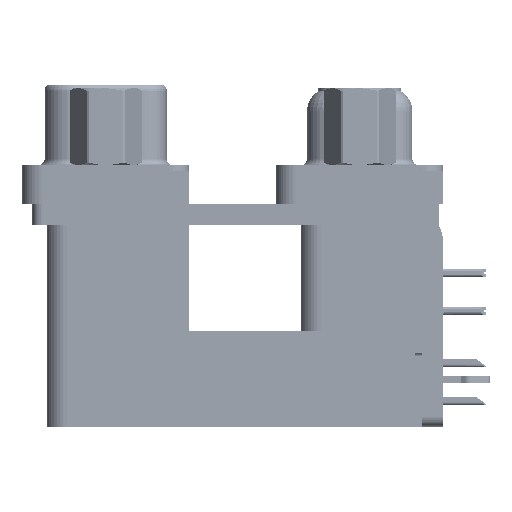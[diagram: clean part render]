
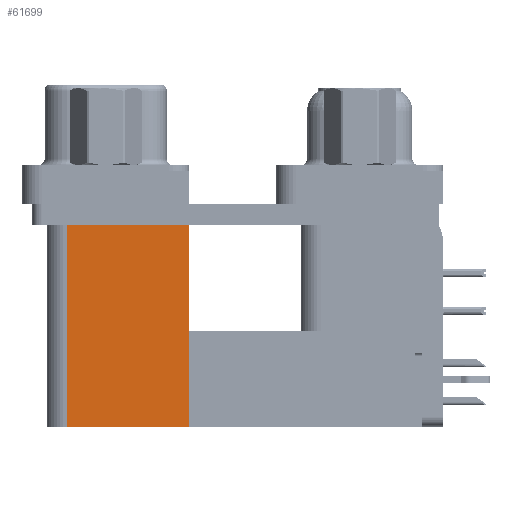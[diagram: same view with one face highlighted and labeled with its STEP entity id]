
A CAD part, left-side view. The second image highlights one B-rep face of the part: STEP entity #61699.
In plain terms, the highlighted planar face has unit normal (-1, 0, 0).
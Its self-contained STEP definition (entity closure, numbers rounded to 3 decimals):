
#303 = CARTESIAN_POINT ( 'NONE',  ( 3.79, 12.775, -19.2 ) ) ;
#650 = CARTESIAN_POINT ( 'NONE',  ( 3.79, 12.775, -2.5 ) ) ;
#4001 = EDGE_CURVE ( 'NONE', #17222, #12869, #47347, .T. ) ;
#4601 = FACE_OUTER_BOUND ( 'NONE', #50308, .T. ) ;
#6116 = VERTEX_POINT ( 'NONE', #11151 ) ;
#9895 = CARTESIAN_POINT ( 'NONE',  ( 3.79, 12.775, -19.2 ) ) ;
#10617 = DIRECTION ( 'NONE',  ( 1., 0., 0. ) ) ;
#11151 = CARTESIAN_POINT ( 'NONE',  ( 3.79, 21.975, -2.5 ) ) ;
#12339 = LINE ( 'NONE', #650, #46911 ) ;
#12824 = EDGE_CURVE ( 'NONE', #17222, #15155, #35694, .T. ) ;
#12869 = VERTEX_POINT ( 'NONE', #63909 ) ;
#15155 = VERTEX_POINT ( 'NONE', #65212 ) ;
#17222 = VERTEX_POINT ( 'NONE', #57054 ) ;
#18637 = ORIENTED_EDGE ( 'NONE', *, *, #30933, .T. ) ;
#18995 = AXIS2_PLACEMENT_3D ( 'NONE', #9895, #10617, #50505 ) ;
#24712 = DIRECTION ( 'NONE',  ( 0., 1., 0. ) ) ;
#27554 = PLANE ( 'NONE',  #18995 ) ;
#28802 = DIRECTION ( 'NONE',  ( 0., 0., 1. ) ) ;
#28936 = CARTESIAN_POINT ( 'NONE',  ( 3.79, 12.775, -19.2 ) ) ;
#29662 = DIRECTION ( 'NONE',  ( 0., 0., 1. ) ) ;
#30933 = EDGE_CURVE ( 'NONE', #15155, #6116, #12339, .T. ) ;
#33853 = ORIENTED_EDGE ( 'NONE', *, *, #35381, .F. ) ;
#35381 = EDGE_CURVE ( 'NONE', #12869, #6116, #64147, .T. ) ;
#35694 = LINE ( 'NONE', #28936, #70829 ) ;
#36036 = DIRECTION ( 'NONE',  ( 0., 1., 0. ) ) ;
#46911 = VECTOR ( 'NONE', #36036, 1000. ) ;
#47347 = LINE ( 'NONE', #303, #57605 ) ;
#49202 = VECTOR ( 'NONE', #28802, 1000. ) ;
#50308 = EDGE_LOOP ( 'NONE', ( #18637, #33853, #70684, #67965 ) ) ;
#50505 = DIRECTION ( 'NONE',  ( 0., 1., 0. ) ) ;
#51755 = CARTESIAN_POINT ( 'NONE',  ( 3.79, 21.975, -19.2 ) ) ;
#57054 = CARTESIAN_POINT ( 'NONE',  ( 3.79, 12.775, -19.2 ) ) ;
#57605 = VECTOR ( 'NONE', #24712, 1000. ) ;
#61699 = ADVANCED_FACE ( 'NONE', ( #4601 ), #27554, .F. ) ;
#63909 = CARTESIAN_POINT ( 'NONE',  ( 3.79, 21.975, -19.2 ) ) ;
#64147 = LINE ( 'NONE', #51755, #49202 ) ;
#65212 = CARTESIAN_POINT ( 'NONE',  ( 3.79, 12.775, -2.5 ) ) ;
#67965 = ORIENTED_EDGE ( 'NONE', *, *, #12824, .T. ) ;
#70684 = ORIENTED_EDGE ( 'NONE', *, *, #4001, .F. ) ;
#70829 = VECTOR ( 'NONE', #29662, 1000. ) ;
